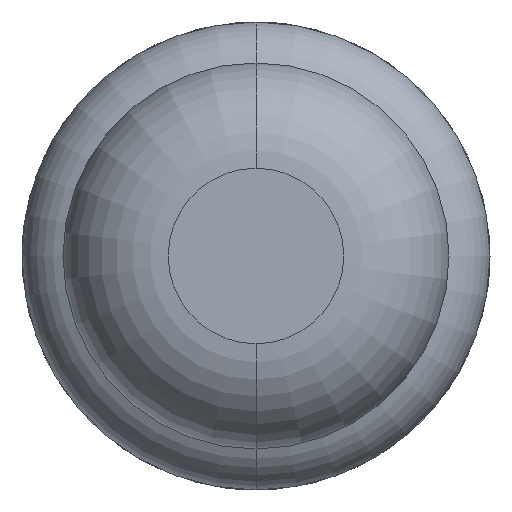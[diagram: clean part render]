
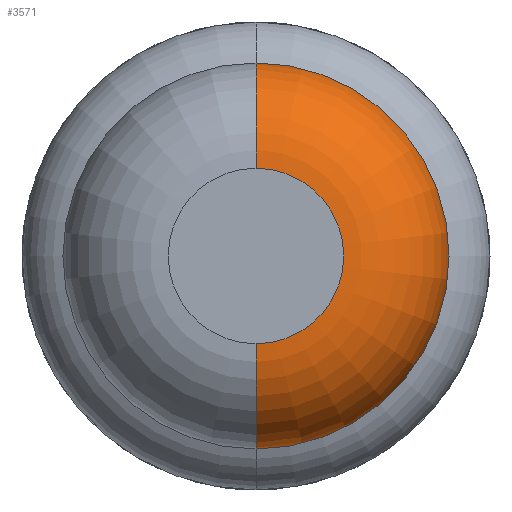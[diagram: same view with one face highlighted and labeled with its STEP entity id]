
A CAD part, front view. The second image highlights one B-rep face of the part: STEP entity #3571.
In plain terms, the highlighted toroidal (fillet/blend) face has major radius 0.375 mm and minor radius 0.45 mm.
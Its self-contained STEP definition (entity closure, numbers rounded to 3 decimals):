
#13 = CARTESIAN_POINT ( 'NONE',  ( 0., -26.95, -0.375 ) ) ;
#70 = EDGE_CURVE ( 'NONE', #2907, #2669, #3477, .T. ) ;
#500 = CARTESIAN_POINT ( 'NONE',  ( 0., -27.4, 0. ) ) ;
#533 = CARTESIAN_POINT ( 'NONE',  ( 0., -26.95, -0.825 ) ) ;
#537 = DIRECTION ( 'NONE',  ( -1., 0., 0. ) ) ;
#559 = EDGE_CURVE ( 'Defeature ausgef�hrt1_18+Defeature ausgef�hrt1_17+Defeature ausgef�hrt1_17+Defeature ausgef�hrt1_17', #2688, #2907, #2227, .T. ) ;
#784 = ORIENTED_EDGE ( 'NONE', *, *, #1752, .F. ) ;
#794 = CARTESIAN_POINT ( 'NONE',  ( 0., -26.95, 0. ) ) ;
#850 = CARTESIAN_POINT ( 'NONE',  ( 0., -27.4, 0.375 ) ) ;
#852 = DIRECTION ( 'NONE',  ( 0., 1., 0. ) ) ;
#1082 = AXIS2_PLACEMENT_3D ( 'NONE', #1811, #537, #4098 ) ;
#1252 = EDGE_LOOP ( 'NONE', ( #2519, #2325, #4023, #784 ) ) ;
#1596 = CIRCLE ( 'NONE', #3292, 0.825 ) ;
#1742 = DIRECTION ( 'NONE',  ( 0., 0., 1. ) ) ;
#1752 = EDGE_CURVE ( 'NONE', #2688, #4012, #1813, .T. ) ;
#1811 = CARTESIAN_POINT ( 'NONE',  ( 0., -26.95, 0.375 ) ) ;
#1813 = CIRCLE ( 'NONE', #1082, 0.45 ) ;
#2227 = CIRCLE ( 'NONE', #3726, 0.375 ) ;
#2263 = TOROIDAL_SURFACE ( 'NONE', #3901, 0.375, 0.45 ) ;
#2276 = DIRECTION ( 'NONE',  ( 0., 0., -1. ) ) ;
#2314 = DIRECTION ( 'NONE',  ( 1., 0., 0. ) ) ;
#2325 = ORIENTED_EDGE ( 'NONE', *, *, #70, .T. ) ;
#2368 = CARTESIAN_POINT ( 'NONE',  ( 0., -26.95, 0. ) ) ;
#2519 = ORIENTED_EDGE ( 'NONE', *, *, #559, .T. ) ;
#2669 = VERTEX_POINT ( 'NONE', #533 ) ;
#2688 = VERTEX_POINT ( 'NONE', #850 ) ;
#2783 = DIRECTION ( 'NONE',  ( 0., 0., 1. ) ) ;
#2907 = VERTEX_POINT ( 'NONE', #4204 ) ;
#2917 = FACE_OUTER_BOUND ( 'NONE', #1252, .T. ) ;
#3075 = DIRECTION ( 'NONE',  ( 0., 0., 1. ) ) ;
#3262 = AXIS2_PLACEMENT_3D ( 'NONE', #13, #2314, #2276 ) ;
#3292 = AXIS2_PLACEMENT_3D ( 'NONE', #2368, #3988, #1742 ) ;
#3477 = CIRCLE ( 'NONE', #3262, 0.45 ) ;
#3571 = ADVANCED_FACE ( 'Defeature ausgef�hrt1_18', ( #2917 ), #2263, .T. ) ;
#3726 = AXIS2_PLACEMENT_3D ( 'NONE', #500, #852, #2783 ) ;
#3901 = AXIS2_PLACEMENT_3D ( 'NONE', #794, #4035, #3075 ) ;
#3917 = EDGE_CURVE ( 'Defeature ausgef�hrt1_19+Defeature ausgef�hrt1_18+Defeature ausgef�hrt1_18+Defeature ausgef�hrt1_18', #4012, #2669, #1596, .T. ) ;
#3988 = DIRECTION ( 'NONE',  ( 0., 1., 0. ) ) ;
#4012 = VERTEX_POINT ( 'NONE', #4107 ) ;
#4023 = ORIENTED_EDGE ( 'NONE', *, *, #3917, .F. ) ;
#4035 = DIRECTION ( 'NONE',  ( 0., 1., 0. ) ) ;
#4098 = DIRECTION ( 'NONE',  ( 0., 0., 1. ) ) ;
#4107 = CARTESIAN_POINT ( 'NONE',  ( 0., -26.95, 0.825 ) ) ;
#4204 = CARTESIAN_POINT ( 'NONE',  ( 0., -27.4, -0.375 ) ) ;
